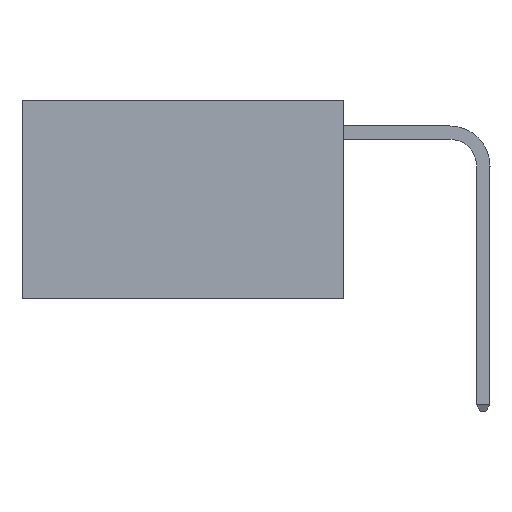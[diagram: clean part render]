
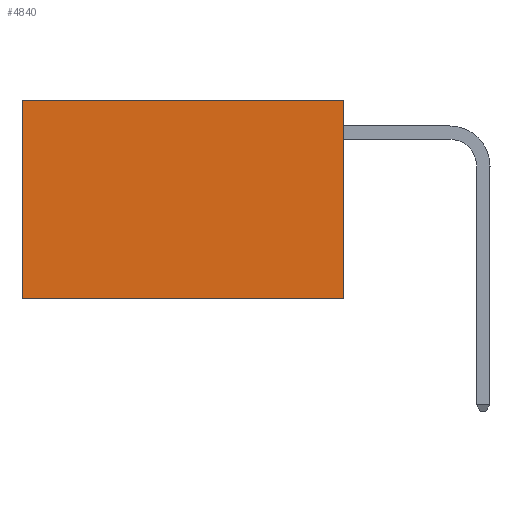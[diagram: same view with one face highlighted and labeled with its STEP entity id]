
A CAD part, left-side view. The second image highlights one B-rep face of the part: STEP entity #4840.
In plain terms, the highlighted planar face has unit normal (-1, 0, 0).
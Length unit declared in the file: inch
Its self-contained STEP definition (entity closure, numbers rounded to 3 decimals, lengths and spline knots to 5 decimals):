
#433 = LINE ( 'NONE', #13627, #6510 ) ;
#585 = EDGE_LOOP ( 'NONE', ( #12792, #11211, #5840, #13159 ) ) ;
#777 = VERTEX_POINT ( 'NONE', #7922 ) ;
#895 = VERTEX_POINT ( 'NONE', #8833 ) ;
#1770 = FACE_OUTER_BOUND ( 'NONE', #585, .T. ) ;
#3060 = PLANE ( 'NONE',  #4596 ) ;
#3216 = EDGE_CURVE ( 'NONE', #9582, #895, #7428, .T. ) ;
#4176 = VECTOR ( 'NONE', #5903, 39.37008 ) ;
#4184 = DIRECTION ( 'NONE',  ( 0., 0., -1. ) ) ;
#4596 = AXIS2_PLACEMENT_3D ( 'NONE', #6334, #10850, #4184 ) ;
#4610 = EDGE_CURVE ( 'NONE', #777, #895, #13940, .T. ) ;
#4643 = DIRECTION ( 'NONE',  ( 0., 1., 0. ) ) ;
#4815 = LINE ( 'NONE', #9569, #7747 ) ;
#4840 = ADVANCED_FACE ( 'NONE', ( #1770 ), #3060, .F. ) ;
#4956 = VECTOR ( 'NONE', #9330, 39.37008 ) ;
#5115 = DIRECTION ( 'NONE',  ( 0., 0., -1. ) ) ;
#5190 = EDGE_CURVE ( 'NONE', #10992, #777, #433, .T. ) ;
#5840 = ORIENTED_EDGE ( 'NONE', *, *, #13499, .F. ) ;
#5903 = DIRECTION ( 'NONE',  ( 0., 1., 0. ) ) ;
#6334 = CARTESIAN_POINT ( 'NONE',  ( 0.2625, 0., 0. ) ) ;
#6510 = VECTOR ( 'NONE', #4643, 39.37008 ) ;
#7078 = CARTESIAN_POINT ( 'NONE',  ( 0.2625, 0., -0.37 ) ) ;
#7428 = LINE ( 'NONE', #10368, #4176 ) ;
#7747 = VECTOR ( 'NONE', #5115, 39.37008 ) ;
#7922 = CARTESIAN_POINT ( 'NONE',  ( 0.2625, 0.6, 0. ) ) ;
#8163 = CARTESIAN_POINT ( 'NONE',  ( 0.2625, 0.6, 0. ) ) ;
#8833 = CARTESIAN_POINT ( 'NONE',  ( 0.2625, 0.6, -0.37 ) ) ;
#9330 = DIRECTION ( 'NONE',  ( 0., 0., -1. ) ) ;
#9569 = CARTESIAN_POINT ( 'NONE',  ( 0.2625, 0., 0. ) ) ;
#9582 = VERTEX_POINT ( 'NONE', #7078 ) ;
#10368 = CARTESIAN_POINT ( 'NONE',  ( 0.2625, 0., -0.37 ) ) ;
#10850 = DIRECTION ( 'NONE',  ( 1., 0., 0. ) ) ;
#10992 = VERTEX_POINT ( 'NONE', #11891 ) ;
#11211 = ORIENTED_EDGE ( 'NONE', *, *, #3216, .F. ) ;
#11891 = CARTESIAN_POINT ( 'NONE',  ( 0.2625, 0., 0. ) ) ;
#12792 = ORIENTED_EDGE ( 'NONE', *, *, #4610, .T. ) ;
#13159 = ORIENTED_EDGE ( 'NONE', *, *, #5190, .T. ) ;
#13499 = EDGE_CURVE ( 'NONE', #10992, #9582, #4815, .T. ) ;
#13627 = CARTESIAN_POINT ( 'NONE',  ( 0.2625, 0., 0. ) ) ;
#13940 = LINE ( 'NONE', #8163, #4956 ) ;
